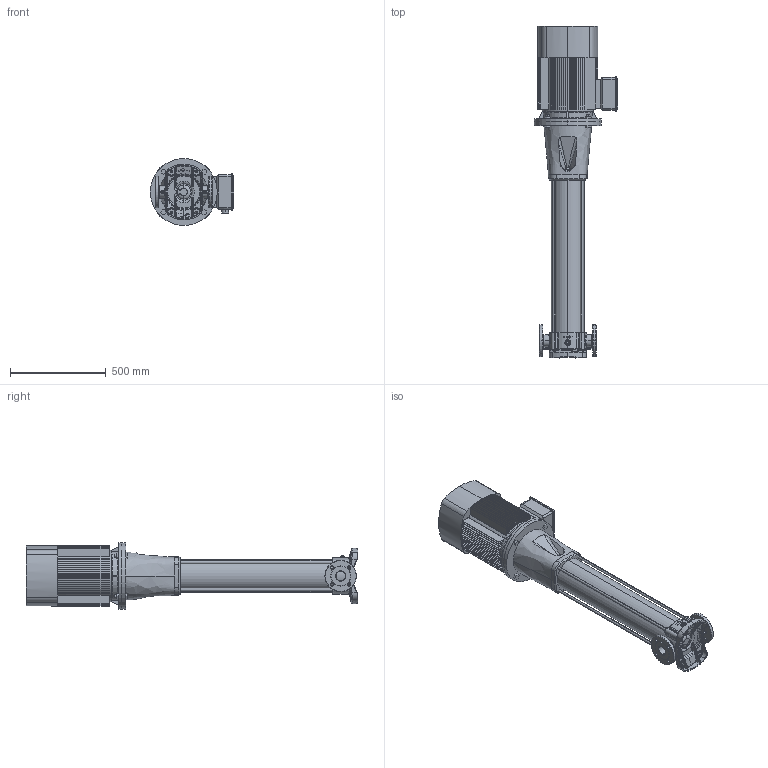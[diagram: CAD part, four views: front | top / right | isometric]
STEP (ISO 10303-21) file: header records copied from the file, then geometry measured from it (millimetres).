
FILE_DESCRIPTION (( 'STEP AP203' ), '1' );
FILE_NAME ('CDM(F)15-18 FSWP(S_L)C.STEP', '2022-08-05T14:17:33', ( '' ), ( '' ), 'SwSTEP 2.0', 'SolidWorks 2020', '' );
FILE_SCHEMA (( 'CONFIG_CONTROL_DESIGN' ));
Length unit declared in the file: millimetre
Products named in the file (4): ED_B5_YE2-160M2-2 (15); CDM(F)15-18 FSWP(S_L)C; CDM15_fon_10_18; CDM(F)15_prot_F_CDM(F)15-18_F
Assembly tree (3 placements, depth 2):
  CDM(F)15-18 FSWP(S_L)C
    CDM(F)15_prot_F_CDM(F)15-18_F
    CDM15_fon_10_18
    ED_B5_YE2-160M2-2 (15)
Bounding box: 436 x 1735 x 350 mm (x, y, z)
Volume: 74296141.5 mm3; surface area: 3215352 mm2
Topology: 9 solids, 10 shells, 1342 faces, 3460 edges, 2151 vertices
Faces by surface type: plane 488, bspline 350, cylinder 276, torus 144, cone 74, sphere 10
Entity records: 75640 total; most frequent: CARTESIAN_POINT 44892, ORIENTED_EDGE 6836, DIRECTION 5749, EDGE_CURVE 3418, AXIS2_PLACEMENT_3D 2255, VERTEX_POINT 2151, EDGE_LOOP 1433, FACE_OUTER_BOUND 1342
